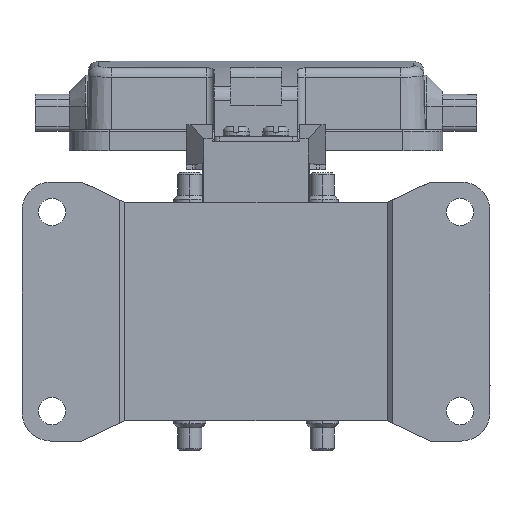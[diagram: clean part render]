
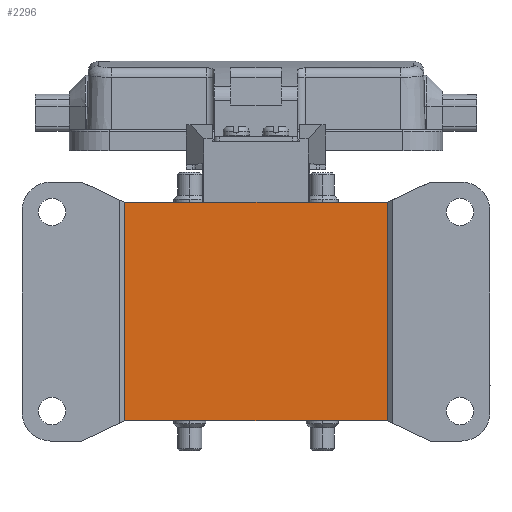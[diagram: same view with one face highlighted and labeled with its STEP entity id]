
A CAD part, front view. The second image highlights one B-rep face of the part: STEP entity #2296.
In plain terms, the highlighted planar face has unit normal (0, -1, 0).
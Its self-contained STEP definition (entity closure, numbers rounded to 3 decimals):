
#668=B_SPLINE_CURVE_WITH_KNOTS('',3,(#45202,#45203,#45204,#45205),
 .UNSPECIFIED.,.F.,.F.,(4,4),(0.,1.),.UNSPECIFIED.);
#786=B_SPLINE_CURVE_WITH_KNOTS('',3,(#47149,#47150,#47151,#47152),
 .UNSPECIFIED.,.F.,.F.,(4,4),(0.,1.),.UNSPECIFIED.);
#788=B_SPLINE_CURVE_WITH_KNOTS('',3,(#47169,#47170,#47171,#47172),
 .UNSPECIFIED.,.F.,.F.,(4,4),(0.,1.),.UNSPECIFIED.);
#790=B_SPLINE_CURVE_WITH_KNOTS('',3,(#47183,#47184,#47185,#47186),
 .UNSPECIFIED.,.F.,.F.,(4,4),(0.,1.),.UNSPECIFIED.);
#792=B_SPLINE_CURVE_WITH_KNOTS('',3,(#47193,#47194,#47195,#47196),
 .UNSPECIFIED.,.F.,.F.,(4,4),(0.,1.),.UNSPECIFIED.);
#793=B_SPLINE_CURVE_WITH_KNOTS('',3,(#47197,#47198,#47199,#47200),
 .UNSPECIFIED.,.F.,.F.,(4,4),(0.,1.),.UNSPECIFIED.);
#794=B_SPLINE_CURVE_WITH_KNOTS('',3,(#47202,#47203,#47204,#47205),
 .UNSPECIFIED.,.F.,.F.,(4,4),(0.,1.),.UNSPECIFIED.);
#795=B_SPLINE_CURVE_WITH_KNOTS('',3,(#47207,#47208,#47209,#47210),
 .UNSPECIFIED.,.F.,.F.,(4,4),(0.,1.),.UNSPECIFIED.);
#1269=PLANE('',#19096);
#2296=ADVANCED_FACE('',(#3682),#1269,.T.);
#3682=FACE_OUTER_BOUND('',#4701,.T.);
#4701=EDGE_LOOP('',(#11734,#11735,#11736,#11737,#11738,#11739,#11740,#11741));
#11734=ORIENTED_EDGE('',*,*,#16653,.F.);
#11735=ORIENTED_EDGE('',*,*,#15913,.T.);
#11736=ORIENTED_EDGE('',*,*,#16659,.F.);
#11737=ORIENTED_EDGE('',*,*,#16646,.F.);
#11738=ORIENTED_EDGE('',*,*,#16660,.F.);
#11739=ORIENTED_EDGE('',*,*,#16661,.F.);
#11740=ORIENTED_EDGE('',*,*,#16662,.F.);
#11741=ORIENTED_EDGE('',*,*,#16657,.F.);
#13736=VERTEX_POINT('',#45201);
#13737=VERTEX_POINT('',#45206);
#14216=VERTEX_POINT('',#47148);
#14217=VERTEX_POINT('',#47153);
#14222=VERTEX_POINT('',#47173);
#14225=VERTEX_POINT('',#47187);
#14226=VERTEX_POINT('',#47201);
#14227=VERTEX_POINT('',#47206);
#15913=EDGE_CURVE('',#13737,#13736,#668,.T.);
#16646=EDGE_CURVE('',#14216,#14217,#786,.T.);
#16653=EDGE_CURVE('',#13737,#14222,#788,.T.);
#16657=EDGE_CURVE('',#14222,#14225,#790,.T.);
#16659=EDGE_CURVE('',#14217,#13736,#792,.T.);
#16660=EDGE_CURVE('',#14226,#14216,#793,.T.);
#16661=EDGE_CURVE('',#14227,#14226,#794,.T.);
#16662=EDGE_CURVE('',#14225,#14227,#795,.T.);
#19096=AXIS2_PLACEMENT_3D('',#47211,#23067,#23068);
#23067=DIRECTION('',(0.,-1.,0.));
#23068=DIRECTION('',(-1.,0.,0.));
#45201=CARTESIAN_POINT('',(-0.65,50.375,62.434));
#45202=CARTESIAN_POINT('',(52.055,50.375,62.434));
#45203=CARTESIAN_POINT('',(34.487,50.375,62.434));
#45204=CARTESIAN_POINT('',(16.918,50.375,62.434));
#45205=CARTESIAN_POINT('',(-0.65,50.375,62.434));
#45206=CARTESIAN_POINT('',(52.055,50.375,62.434));
#47148=CARTESIAN_POINT('',(-0.668,50.375,18.594));
#47149=CARTESIAN_POINT('',(-0.668,50.376,18.594));
#47150=CARTESIAN_POINT('',(-0.668,50.376,33.21));
#47151=CARTESIAN_POINT('',(-0.668,50.376,47.826));
#47152=CARTESIAN_POINT('',(-0.668,50.376,62.441));
#47153=CARTESIAN_POINT('',(-0.668,50.375,62.441));
#47169=CARTESIAN_POINT('',(52.055,50.375,62.434));
#47170=CARTESIAN_POINT('',(52.061,50.375,62.436));
#47171=CARTESIAN_POINT('',(52.066,50.375,62.439));
#47172=CARTESIAN_POINT('',(52.072,50.375,62.442));
#47173=CARTESIAN_POINT('',(52.073,50.375,62.44));
#47183=CARTESIAN_POINT('',(52.073,50.376,62.44));
#47184=CARTESIAN_POINT('',(52.073,50.376,47.825));
#47185=CARTESIAN_POINT('',(52.073,50.376,33.209));
#47186=CARTESIAN_POINT('',(52.073,50.376,18.593));
#47187=CARTESIAN_POINT('',(52.073,50.375,18.593));
#47193=CARTESIAN_POINT('',(-0.667,50.375,62.442));
#47194=CARTESIAN_POINT('',(-0.662,50.375,62.439));
#47195=CARTESIAN_POINT('',(-0.656,50.375,62.436));
#47196=CARTESIAN_POINT('',(-0.65,50.375,62.434));
#47197=CARTESIAN_POINT('',(-0.65,50.375,18.601));
#47198=CARTESIAN_POINT('',(-0.656,50.375,18.598));
#47199=CARTESIAN_POINT('',(-0.661,50.375,18.596));
#47200=CARTESIAN_POINT('',(-0.667,50.375,18.593));
#47201=CARTESIAN_POINT('',(-0.65,50.375,18.6));
#47202=CARTESIAN_POINT('',(52.055,50.375,18.601));
#47203=CARTESIAN_POINT('',(34.487,50.375,18.601));
#47204=CARTESIAN_POINT('',(16.918,50.375,18.601));
#47205=CARTESIAN_POINT('',(-0.65,50.375,18.601));
#47206=CARTESIAN_POINT('',(52.055,50.375,18.601));
#47207=CARTESIAN_POINT('',(52.073,50.375,18.593));
#47208=CARTESIAN_POINT('',(52.067,50.375,18.595));
#47209=CARTESIAN_POINT('',(52.061,50.375,18.598));
#47210=CARTESIAN_POINT('',(52.055,50.375,18.601));
#47211=CARTESIAN_POINT('',(25.703,50.375,40.517));
